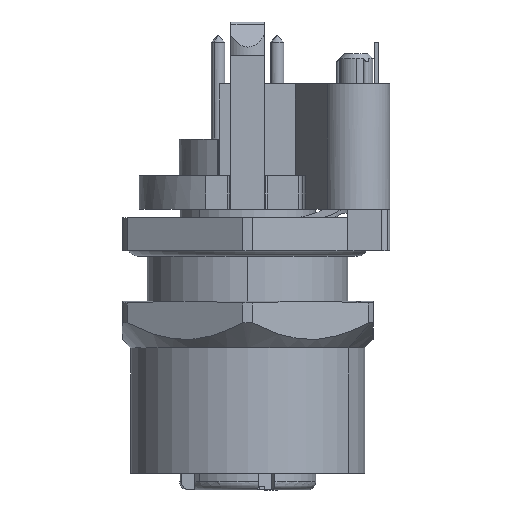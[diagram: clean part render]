
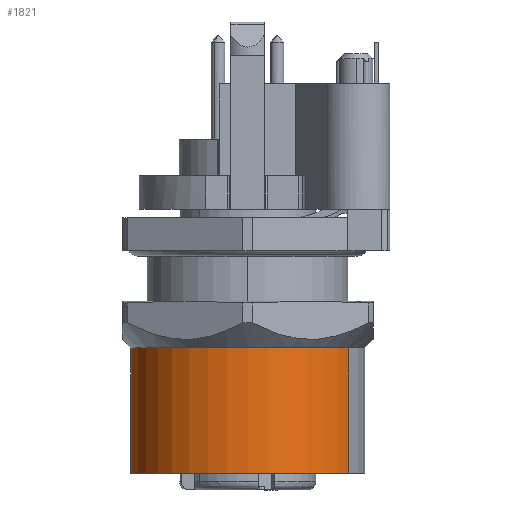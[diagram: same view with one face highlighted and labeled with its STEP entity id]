
A CAD part, left-side view. The second image highlights one B-rep face of the part: STEP entity #1821.
In plain terms, the highlighted cylindrical face has radius 7 mm (diameter 14 mm), a partial arc.
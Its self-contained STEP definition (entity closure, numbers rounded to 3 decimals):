
#1762=AXIS2_PLACEMENT_3D('Circle Axis2P3D',#1760,#1761,$) ;
#1808=AXIS2_PLACEMENT_3D('Cylinder Axis2P3D',#1805,#1806,#1807) ;
#1812=AXIS2_PLACEMENT_3D('Circle Axis2P3D',#1810,#1811,$) ;
#1755=CARTESIAN_POINT('Vertex',(13.,14.562,1.)) ;
#1757=CARTESIAN_POINT('Vertex',(6.,2.438,1.)) ;
#1760=CARTESIAN_POINT('Axis2P3D Location',(9.5,8.5,1.)) ;
#1779=CARTESIAN_POINT('Line Origine',(13.,14.562,4.75)) ;
#1783=CARTESIAN_POINT('Vertex',(13.,14.562,8.5)) ;
#1790=CARTESIAN_POINT('Vertex',(6.,2.438,8.5)) ;
#1793=CARTESIAN_POINT('Line Origine',(6.,2.438,4.75)) ;
#1805=CARTESIAN_POINT('Axis2P3D Location',(9.5,8.5,4.75)) ;
#1810=CARTESIAN_POINT('Axis2P3D Location',(9.5,8.5,8.5)) ;
#1761=DIRECTION('Axis2P3D Direction',(0.,0.,-1.)) ;
#1780=DIRECTION('Vector Direction',(0.,0.,-1.)) ;
#1794=DIRECTION('Vector Direction',(0.,0.,-1.)) ;
#1806=DIRECTION('Axis2P3D Direction',(0.,0.,-1.)) ;
#1807=DIRECTION('Axis2P3D XDirection',(-0.5,-0.866,0.)) ;
#1811=DIRECTION('Axis2P3D Direction',(0.,0.,-1.)) ;
#1781=VECTOR('Line Direction',#1780,1.) ;
#1795=VECTOR('Line Direction',#1794,1.) ;
#1816=ORIENTED_EDGE('',*,*,#1797,.F.) ;
#1817=ORIENTED_EDGE('',*,*,#1814,.T.) ;
#1818=ORIENTED_EDGE('',*,*,#1785,.F.) ;
#1819=ORIENTED_EDGE('',*,*,#1764,.F.) ;
#1821=ADVANCED_FACE('V1',(#1820),#1809,.T.) ;
#1763=CIRCLE('generated circle',#1762,7.) ;
#1813=CIRCLE('generated circle',#1812,7.) ;
#1809=CYLINDRICAL_SURFACE('generated cylinder',#1808,7.) ;
#1764=EDGE_CURVE('',#1758,#1756,#1763,.T.) ;
#1785=EDGE_CURVE('',#1756,#1784,#1782,.F.) ;
#1797=EDGE_CURVE('',#1791,#1758,#1796,.T.) ;
#1814=EDGE_CURVE('',#1791,#1784,#1813,.T.) ;
#1815=EDGE_LOOP('',(#1816,#1817,#1818,#1819)) ;
#1820=FACE_OUTER_BOUND('',#1815,.T.) ;
#1782=LINE('Line',#1779,#1781) ;
#1796=LINE('Line',#1793,#1795) ;
#1756=VERTEX_POINT('',#1755) ;
#1758=VERTEX_POINT('',#1757) ;
#1784=VERTEX_POINT('',#1783) ;
#1791=VERTEX_POINT('',#1790) ;
